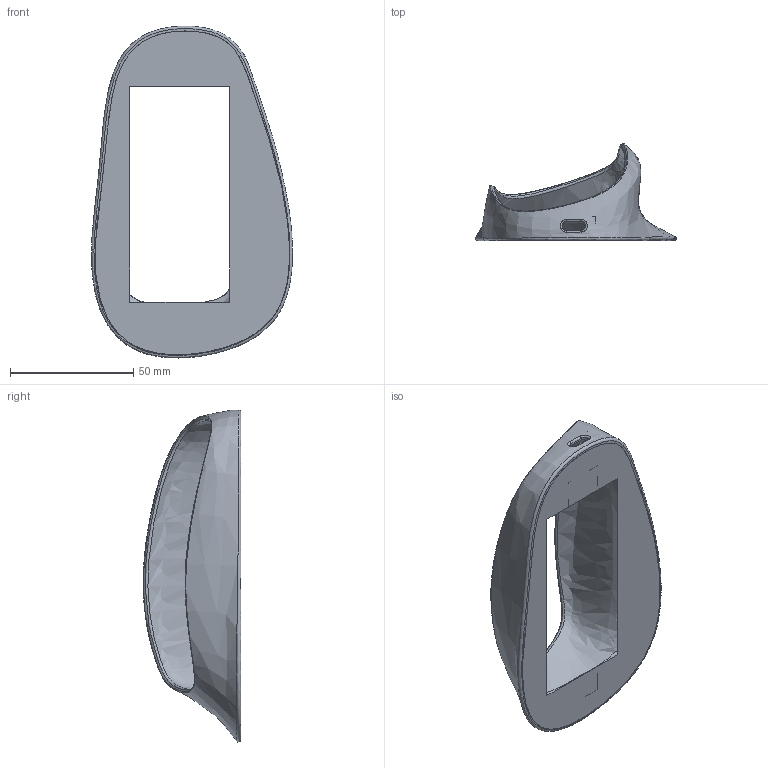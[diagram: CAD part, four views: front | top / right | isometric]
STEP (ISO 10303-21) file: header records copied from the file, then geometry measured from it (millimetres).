
FILE_DESCRIPTION(/* description */ (''),/* implementation_level */ '2;1');
FILE_NAME(/* name */ 'case.step',/* time_stamp */ '2023-11-19T00:06:57+01:00',/* author */ (''),/* organization */ (''),/* preprocessor_version */ 'ST-DEVELOPER v20',/* originating_system */ 'Autodesk Translation Framework v12.14.0.127',/* authorisation */ '');
FILE_SCHEMA (('AUTOMOTIVE_DESIGN { 1 0 10303 214 3 1 1 }'));
Length unit declared in the file: millimetre
Products named in the file (1): case
Bounding box: 81.47 x 39.58 x 134.53 mm (x, y, z)
Volume: 25250 mm3; surface area: 29792.9 mm2
Topology: 2 solids, 2 shells, 55 faces, 148 edges, 96 vertices
Faces by surface type: plane 28, bspline 13, cylinder 10, torus 4
Entity records: 6571 total; most frequent: CARTESIAN_POINT 5243, ORIENTED_EDGE 296, DIRECTION 222, EDGE_CURVE 148, VERTEX_POINT 96, LINE 74, VECTOR 74, AXIS2_PLACEMENT_3D 74
